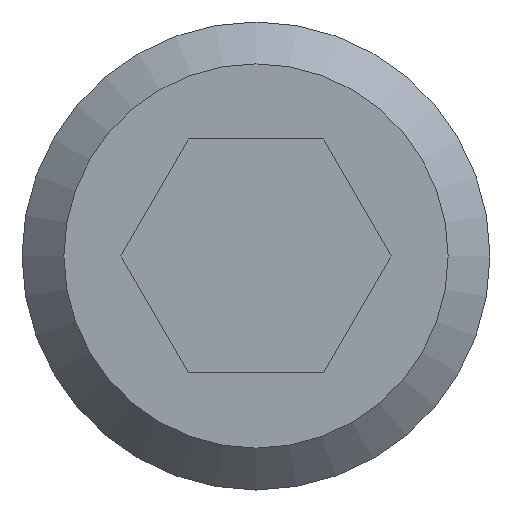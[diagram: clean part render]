
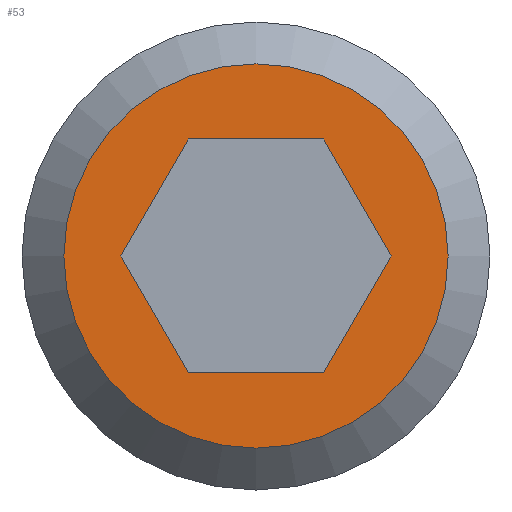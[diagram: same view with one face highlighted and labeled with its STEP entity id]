
A CAD part, left-side view. The second image highlights one B-rep face of the part: STEP entity #53.
In plain terms, the highlighted planar face has unit normal (-1, 0, 0).
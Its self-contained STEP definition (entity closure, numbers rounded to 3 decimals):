
#53 = ADVANCED_FACE( '', ( #108, #109 ), #110, .F. );
#108 = FACE_OUTER_BOUND( '', #160, .T. );
#109 = FACE_BOUND( '', #161, .T. );
#110 = PLANE( '', #162 );
#160 = EDGE_LOOP( '', ( #236 ) );
#161 = EDGE_LOOP( '', ( #237, #238, #239, #240, #241, #242 ) );
#162 = AXIS2_PLACEMENT_3D( '', #243, #244, #245 );
#236 = ORIENTED_EDGE( '', *, *, #287, .F. );
#237 = ORIENTED_EDGE( '', *, *, #282, .T. );
#238 = ORIENTED_EDGE( '', *, *, #304, .T. );
#239 = ORIENTED_EDGE( '', *, *, #292, .T. );
#240 = ORIENTED_EDGE( '', *, *, #305, .T. );
#241 = ORIENTED_EDGE( '', *, *, #306, .T. );
#242 = ORIENTED_EDGE( '', *, *, #277, .T. );
#243 = CARTESIAN_POINT( '', ( 0., 0., 0. ) );
#244 = DIRECTION( '', ( 1., 0., 0. ) );
#245 = DIRECTION( '', ( 0., 0., -1. ) );
#277 = EDGE_CURVE( '', #314, #315, #316, .T. );
#282 = EDGE_CURVE( '', #315, #323, #324, .T. );
#287 = EDGE_CURVE( '', #331, #331, #332, .T. );
#292 = EDGE_CURVE( '', #339, #340, #341, .T. );
#304 = EDGE_CURVE( '', #323, #339, #357, .T. );
#305 = EDGE_CURVE( '', #340, #358, #359, .T. );
#306 = EDGE_CURVE( '', #358, #314, #360, .T. );
#314 = VERTEX_POINT( '', #367 );
#315 = VERTEX_POINT( '', #368 );
#316 = LINE( '', #369, #370 );
#323 = VERTEX_POINT( '', #380 );
#324 = LINE( '', #381, #382 );
#331 = VERTEX_POINT( '', #391 );
#332 = CIRCLE( '', #392, 4.927 );
#339 = VERTEX_POINT( '', #399 );
#340 = VERTEX_POINT( '', #400 );
#341 = LINE( '', #401, #402 );
#357 = LINE( '', #424, #425 );
#358 = VERTEX_POINT( '', #426 );
#359 = LINE( '', #427, #428 );
#360 = LINE( '', #429, #430 );
#367 = CARTESIAN_POINT( '', ( 0., 3.464, 0. ) );
#368 = CARTESIAN_POINT( '', ( 0., 1.732, 3. ) );
#369 = CARTESIAN_POINT( '', ( 0., 3.464, 0. ) );
#370 = VECTOR( '', #437, 1000. );
#380 = CARTESIAN_POINT( '', ( 0., -1.732, 3. ) );
#381 = CARTESIAN_POINT( '', ( 0., 1.732, 3. ) );
#382 = VECTOR( '', #441, 1000. );
#391 = CARTESIAN_POINT( '', ( 0., 0., -4.927 ) );
#392 = AXIS2_PLACEMENT_3D( '', #447, #448, #449 );
#399 = CARTESIAN_POINT( '', ( 0., -3.464, 0. ) );
#400 = CARTESIAN_POINT( '', ( 0., -1.732, -3. ) );
#401 = CARTESIAN_POINT( '', ( 0., -3.464, 0. ) );
#402 = VECTOR( '', #456, 1000. );
#424 = CARTESIAN_POINT( '', ( 0., -1.732, 3. ) );
#425 = VECTOR( '', #466, 1000. );
#426 = CARTESIAN_POINT( '', ( 0., 1.732, -3. ) );
#427 = CARTESIAN_POINT( '', ( 0., -1.732, -3. ) );
#428 = VECTOR( '', #467, 1000. );
#429 = CARTESIAN_POINT( '', ( 0., 1.732, -3. ) );
#430 = VECTOR( '', #468, 1000. );
#437 = DIRECTION( '', ( 0., -0.5, 0.866 ) );
#441 = DIRECTION( '', ( 0., -1., 0. ) );
#447 = CARTESIAN_POINT( '', ( 0., 0., 0. ) );
#448 = DIRECTION( '', ( 1., 0., 0. ) );
#449 = DIRECTION( '', ( 0., 0., -1. ) );
#456 = DIRECTION( '', ( 0., 0.5, -0.866 ) );
#466 = DIRECTION( '', ( 0., -0.5, -0.866 ) );
#467 = DIRECTION( '', ( 0., 1., 0. ) );
#468 = DIRECTION( '', ( 0., 0.5, 0.866 ) );
